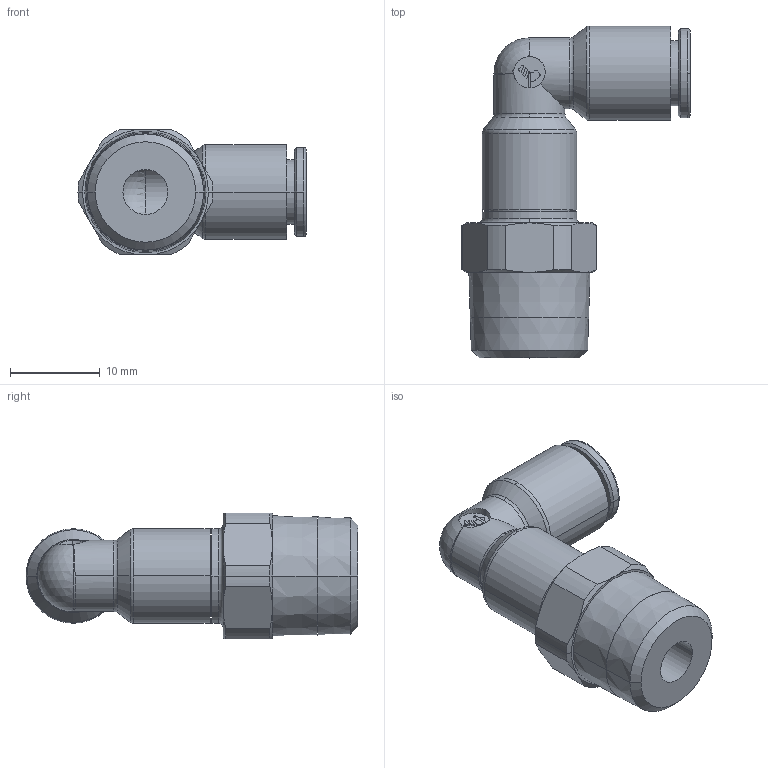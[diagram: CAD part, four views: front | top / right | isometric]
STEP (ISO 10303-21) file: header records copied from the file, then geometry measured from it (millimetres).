
FILE_DESCRIPTION(('STEP AP214'),'1');
FILE_NAME('3129_06_13.stp','2016-07-07T14:15:25',('TraceParts'),('TraceParts S.A.'),'Spatial InterOp 3D',' ',' ');
FILE_SCHEMA(('automotive_design'));
Length unit declared in the file: millimetre
Products named in the file (1): 1
Bounding box: 25.35 x 36.9 x 14 mm (x, y, z)
Volume: 3363.5 mm3; surface area: 3015.7 mm2
Topology: 1 solids, 1 shells, 121 faces, 307 edges, 194 vertices
Faces by surface type: cylinder 38, plane 35, cone 28, torus 12, sphere 8
Entity records: 4188 total; most frequent: CARTESIAN_POINT 1232, DIRECTION 667, ORIENTED_EDGE 602, EDGE_CURVE 301, AXIS2_PLACEMENT_3D 283, VERTEX_POINT 194, CIRCLE 159, EDGE_LOOP 135
